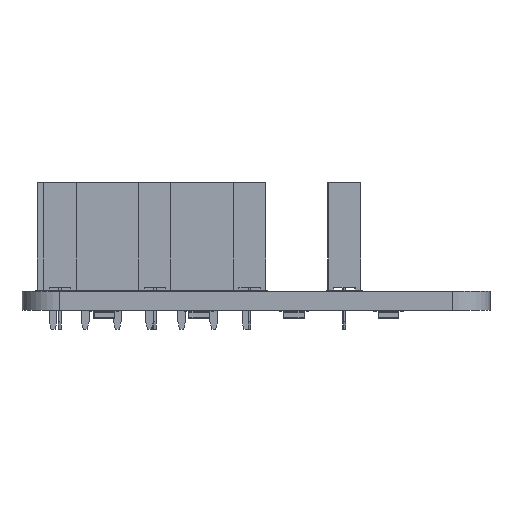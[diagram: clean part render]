
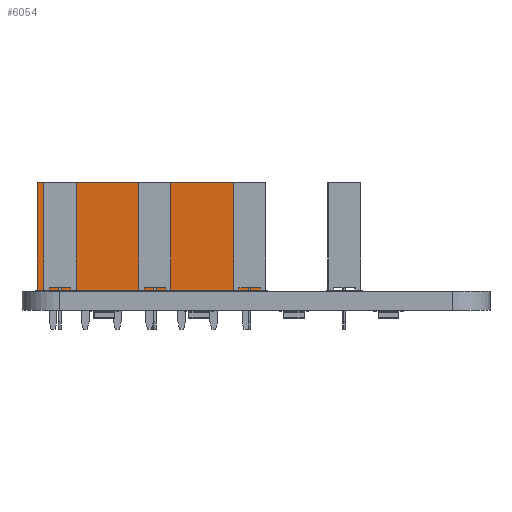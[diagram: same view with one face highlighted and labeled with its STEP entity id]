
A CAD part, left-side view. The second image highlights one B-rep face of the part: STEP entity #6054.
In plain terms, the highlighted planar face has unit normal (-1, 0, 0).
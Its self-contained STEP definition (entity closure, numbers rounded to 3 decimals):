
#5131 = VERTEX_POINT('',#5132);
#5132 = CARTESIAN_POINT('',(-1.27,-16.51,0.));
#5140 = EDGE_CURVE('',#5131,#5141,#5143,.T.);
#5141 = VERTEX_POINT('',#5142);
#5142 = CARTESIAN_POINT('',(-1.27,-16.51,8.5));
#5143 = LINE('',#5144,#5145);
#5144 = CARTESIAN_POINT('',(-1.27,-16.51,0.));
#5145 = VECTOR('',#5146,1.);
#5146 = DIRECTION('',(0.,0.,1.));
#5203 = VERTEX_POINT('',#5204);
#5204 = CARTESIAN_POINT('',(-1.27,1.27,8.5));
#5210 = EDGE_CURVE('',#5211,#5203,#5213,.T.);
#5211 = VERTEX_POINT('',#5212);
#5212 = CARTESIAN_POINT('',(-1.27,1.27,0.));
#5213 = LINE('',#5214,#5215);
#5214 = CARTESIAN_POINT('',(-1.27,1.27,0.));
#5215 = VECTOR('',#5216,1.);
#5216 = DIRECTION('',(0.,0.,1.));
#5275 = EDGE_CURVE('',#5203,#5141,#5276,.T.);
#5276 = LINE('',#5277,#5278);
#5277 = CARTESIAN_POINT('',(-1.27,1.27,8.5));
#5278 = VECTOR('',#5279,1.);
#5279 = DIRECTION('',(0.,-1.,0.));
#5536 = EDGE_CURVE('',#5211,#5131,#5537,.T.);
#5537 = LINE('',#5538,#5539);
#5538 = CARTESIAN_POINT('',(-1.27,1.27,0.));
#5539 = VECTOR('',#5540,1.);
#5540 = DIRECTION('',(0.,-1.,0.));
#6054 = ADVANCED_FACE('',(#6055),#6061,.F.);
#6055 = FACE_BOUND('',#6056,.F.);
#6056 = EDGE_LOOP('',(#6057,#6058,#6059,#6060));
#6057 = ORIENTED_EDGE('',*,*,#5210,.T.);
#6058 = ORIENTED_EDGE('',*,*,#5275,.T.);
#6059 = ORIENTED_EDGE('',*,*,#5140,.F.);
#6060 = ORIENTED_EDGE('',*,*,#5536,.F.);
#6061 = PLANE('',#6062);
#6062 = AXIS2_PLACEMENT_3D('',#6063,#6064,#6065);
#6063 = CARTESIAN_POINT('',(-1.27,1.27,0.));
#6064 = DIRECTION('',(1.,0.,0.));
#6065 = DIRECTION('',(0.,-1.,0.));
